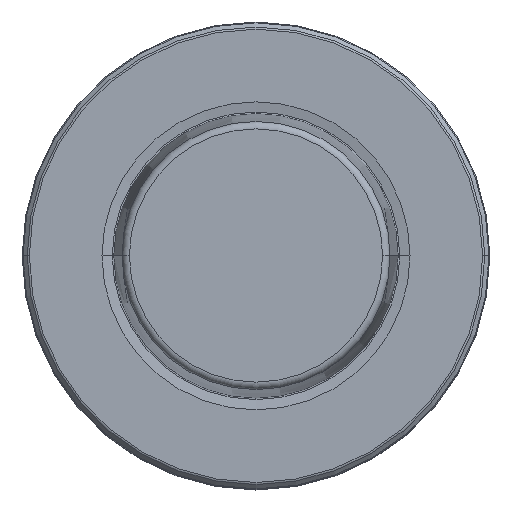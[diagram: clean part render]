
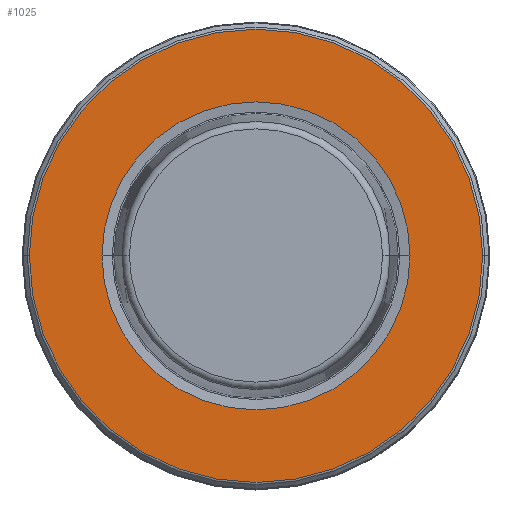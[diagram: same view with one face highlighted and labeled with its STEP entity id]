
A CAD part, top view. The second image highlights one B-rep face of the part: STEP entity #1025.
In plain terms, the highlighted planar face has unit normal (0, 0, 1).
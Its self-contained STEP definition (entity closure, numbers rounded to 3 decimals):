
#15 = CIRCLE ( 'NONE', #859, 30.534 ) ;
#46 = DIRECTION ( 'NONE',  ( 0., 0., 1. ) ) ;
#99 = DIRECTION ( 'NONE',  ( 0., 0., 1. ) ) ;
#223 = ORIENTED_EDGE ( 'NONE', *, *, #656, .T. ) ;
#263 = CARTESIAN_POINT ( 'NONE',  ( 0., 0., -5. ) ) ;
#280 = ORIENTED_EDGE ( 'NONE', *, *, #1240, .F. ) ;
#285 = PLANE ( 'NONE',  #539 ) ;
#312 = CIRCLE ( 'NONE', #398, 30.534 ) ;
#371 = FACE_OUTER_BOUND ( 'NONE', #1495, .T. ) ;
#385 = DIRECTION ( 'NONE',  ( 1., 0., 0. ) ) ;
#398 = AXIS2_PLACEMENT_3D ( 'NONE', #673, #1539, #799 ) ;
#412 = CARTESIAN_POINT ( 'NONE',  ( 0., 0., -5. ) ) ;
#535 = CARTESIAN_POINT ( 'NONE',  ( 0., 0., -5. ) ) ;
#539 = AXIS2_PLACEMENT_3D ( 'NONE', #412, #46, #899 ) ;
#588 = CARTESIAN_POINT ( 'NONE',  ( -30.534, 0., -5. ) ) ;
#593 = AXIS2_PLACEMENT_3D ( 'NONE', #263, #1126, #385 ) ;
#650 = DIRECTION ( 'NONE',  ( 1., 0., 0. ) ) ;
#656 = EDGE_CURVE ( 'NONE', #775, #937, #312, .T. ) ;
#673 = CARTESIAN_POINT ( 'NONE',  ( 0., 0., -5. ) ) ;
#703 = VERTEX_POINT ( 'NONE', #1545 ) ;
#710 = CIRCLE ( 'NONE', #1239, 20.745 ) ;
#773 = VERTEX_POINT ( 'NONE', #1426 ) ;
#775 = VERTEX_POINT ( 'NONE', #588 ) ;
#795 = CIRCLE ( 'NONE', #593, 20.745 ) ;
#799 = DIRECTION ( 'NONE',  ( 1., 0., 0. ) ) ;
#822 = ORIENTED_EDGE ( 'NONE', *, *, #1062, .T. ) ;
#836 = CARTESIAN_POINT ( 'NONE',  ( 0., 0., -5. ) ) ;
#859 = AXIS2_PLACEMENT_3D ( 'NONE', #836, #99, #962 ) ;
#899 = DIRECTION ( 'NONE',  ( 1., 0., 0. ) ) ;
#937 = VERTEX_POINT ( 'NONE', #1228 ) ;
#962 = DIRECTION ( 'NONE',  ( 1., 0., 0. ) ) ;
#1018 = FACE_BOUND ( 'NONE', #1557, .T. ) ;
#1025 = ADVANCED_FACE ( 'NONE', ( #371, #1018 ), #285, .T. ) ;
#1062 = EDGE_CURVE ( 'NONE', #937, #775, #15, .T. ) ;
#1126 = DIRECTION ( 'NONE',  ( 0., 0., 1. ) ) ;
#1228 = CARTESIAN_POINT ( 'NONE',  ( 30.534, 0., -5. ) ) ;
#1239 = AXIS2_PLACEMENT_3D ( 'NONE', #535, #1379, #650 ) ;
#1240 = EDGE_CURVE ( 'NONE', #773, #703, #795, .T. ) ;
#1347 = EDGE_CURVE ( 'NONE', #703, #773, #710, .T. ) ;
#1379 = DIRECTION ( 'NONE',  ( 0., 0., 1. ) ) ;
#1412 = ORIENTED_EDGE ( 'NONE', *, *, #1347, .F. ) ;
#1426 = CARTESIAN_POINT ( 'NONE',  ( 20.745, 0., -5. ) ) ;
#1495 = EDGE_LOOP ( 'NONE', ( #822, #223 ) ) ;
#1539 = DIRECTION ( 'NONE',  ( 0., 0., 1. ) ) ;
#1545 = CARTESIAN_POINT ( 'NONE',  ( -20.745, 0., -5. ) ) ;
#1557 = EDGE_LOOP ( 'NONE', ( #280, #1412 ) ) ;
